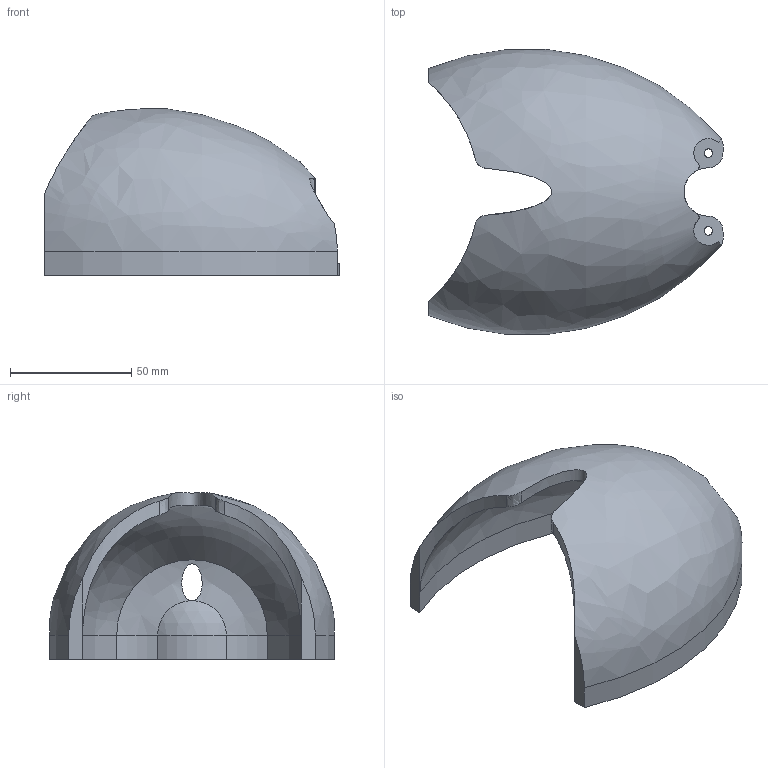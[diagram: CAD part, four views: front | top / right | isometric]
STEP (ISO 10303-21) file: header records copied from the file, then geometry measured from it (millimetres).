
FILE_DESCRIPTION(('FreeCAD Model'),'2;1');
FILE_NAME( '1xCangrejo_shell.step', '2014-04-23T16:06:35',('FreeCAD'),('FreeCAD'), 'Open CASCADE STEP processor 6.3','FreeCAD','Unknown');
FILE_SCHEMA(('AUTOMOTIVE_DESIGN_CC2 { 1 2 10303 214 -1 1 5 4 }'));
Length unit declared in the file: millimetre
Products named in the file (1): Cangrejo_caparazon_v5
Bounding box: 121.46 x 117.44 x 68.69 mm (x, y, z)
Volume: 108411.1 mm3; surface area: 45312.1 mm2
Topology: 1 solids, 1 shells, 42 faces, 114 edges, 73 vertices
Faces by surface type: cylinder 24, plane 7, bspline 6, torus 4, sphere 1
Full cylindrical faces by diameter (mm): 3.5 x2
Entity records: 6111 total; most frequent: CARTESIAN_POINT 4195, DIRECTION 241, ORIENTED_EDGE 228, PCURVE 228, DEFINITIONAL_REPRESENTATION 228, B_SPLINE_CURVE_WITH_KNOTS 210, EDGE_CURVE 114, SURFACE_CURVE 112
